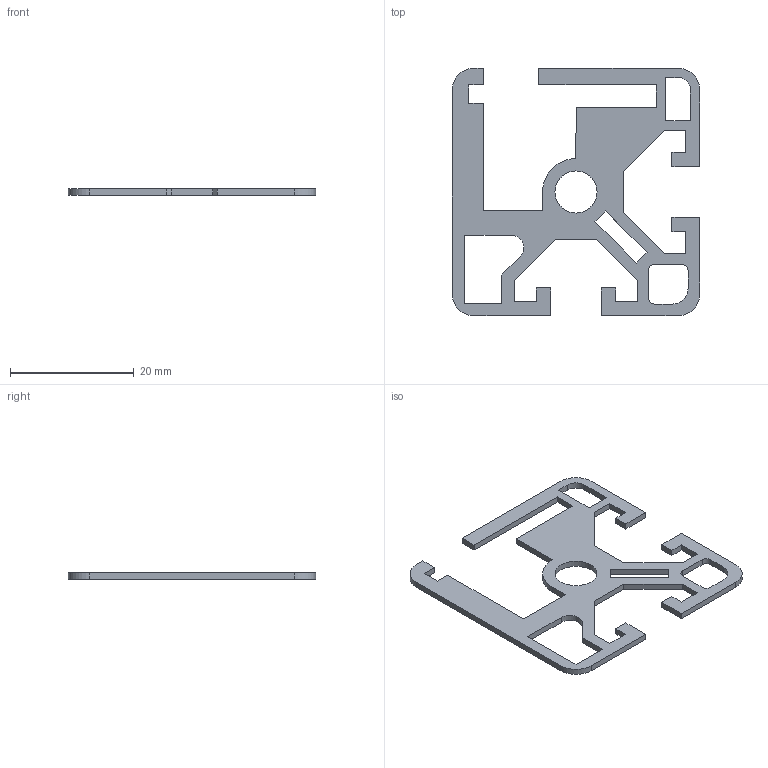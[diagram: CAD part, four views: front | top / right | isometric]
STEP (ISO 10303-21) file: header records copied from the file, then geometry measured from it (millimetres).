
FILE_DESCRIPTION((''),'2;1');
FILE_NAME('SP750_extern.ipt.step','2007-09-10T15:11:58',(''),(''),'Autodesk Inventor 11','Autodesk Inventor 11','');
FILE_SCHEMA(('AUTOMOTIVE_DESIGN { 1 0 10303 214 1 1 1 1 }'));
Length unit declared in the file: millimetre
Products named in the file (1): SP750_extern
Bounding box: 40 x 40 x 1 mm (x, y, z)
Volume: 705.3 mm3; surface area: 1877.4 mm2
Topology: 1 solids, 1 shells, 76 faces, 223 edges, 149 vertices
Faces by surface type: plane 64, cylinder 11, bspline 1
Entity records: 2541 total; most frequent: CARTESIAN_POINT 463, ORIENTED_EDGE 442, DIRECTION 397, EDGE_CURVE 221, VECTOR 197, LINE 197, VERTEX_POINT 148, AXIS2_PLACEMENT_3D 100
